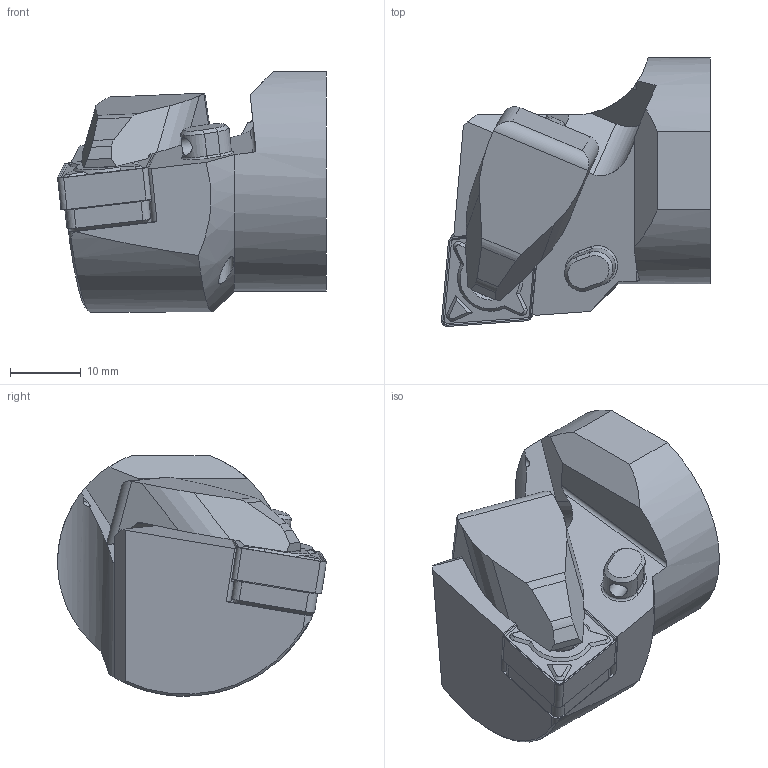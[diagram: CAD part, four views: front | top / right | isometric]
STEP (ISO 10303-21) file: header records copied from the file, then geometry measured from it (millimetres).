
FILE_DESCRIPTION(/* description */ (''),/* implementation_level */ '2;1');
FILE_NAME(/* name */ 'ATTC-A32-TCLNR-12.stp',/* time_stamp */ '2023-12-01T16:58:33+03:00',/* author */ (''),/* organization */ (''),/* preprocessor_version */ 'ST-DEVELOPER v19.4',/* originating_system */ 'SIEMENS PLM Software NX2306.3001',/* authorisation */ '');
FILE_SCHEMA (('AUTOMOTIVE_DESIGN { 1 0 10303 214 3 1 1 1 }'));
Length unit declared in the file: millimetre
Products named in the file (1): model1_objects
Bounding box: 38 x 38 x 33.99 mm (x, y, z)
Volume: 22675.3 mm3; surface area: 6976.9 mm2
Topology: 2 solids, 2 shells, 196 faces, 522 edges, 338 vertices
Faces by surface type: plane 110, cylinder 44, cone 37, torus 3, bspline 2
Full cylindrical faces by diameter (mm): 2.5 x2, 4.4 x1, 5.1 x1, 6.4 x1, 6.5 x1
Entity records: 7429 total; most frequent: CARTESIAN_POINT 1492, DIRECTION 1016, ORIENTED_EDGE 998, EDGE_CURVE 499, AXIS2_PLACEMENT_3D 354, VERTEX_POINT 330, LINE 308, VECTOR 308
